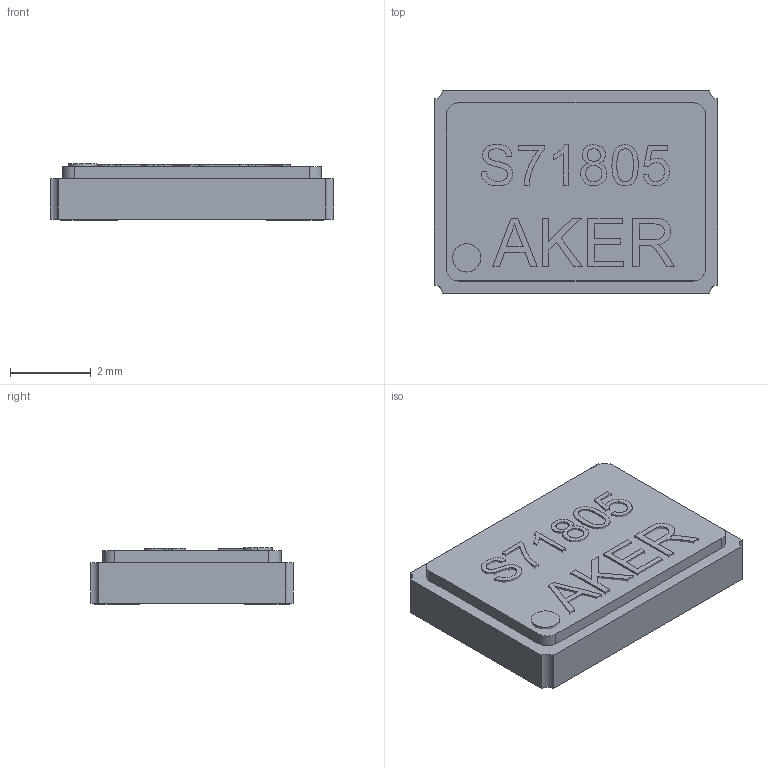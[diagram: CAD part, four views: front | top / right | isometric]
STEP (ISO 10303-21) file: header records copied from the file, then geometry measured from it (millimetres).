
FILE_DESCRIPTION (( 'STEP AP214' ), '1' );
FILE_NAME ('User Library-S7-Series.STEP', '2017-05-13T01:56:05', ( 'Windows User' ), ( '' ), 'SwSTEP 2.0', 'SolidWorks 2017', '' );
FILE_SCHEMA (( 'AUTOMOTIVE_DESIGN' ));
Length unit declared in the file: millimetre
Products named in the file (1): User Library-S7-Series
Bounding box: 7 x 5 x 1.39 mm (x, y, z)
Volume: 44.2 mm3; surface area: 187.5 mm2
Topology: 17 solids, 17 shells, 162 faces, 384 edges, 256 vertices
Faces by surface type: plane 119, bspline 33, cylinder 10
Entity records: 7451 total; most frequent: CARTESIAN_POINT 1929, ORIENTED_EDGE 768, DIRECTION 592, EDGE_CURVE 384, LINE 292, VECTOR 292, VERTEX_POINT 256, UNCERTAINTY_MEASURE_WITH_UNIT 181
